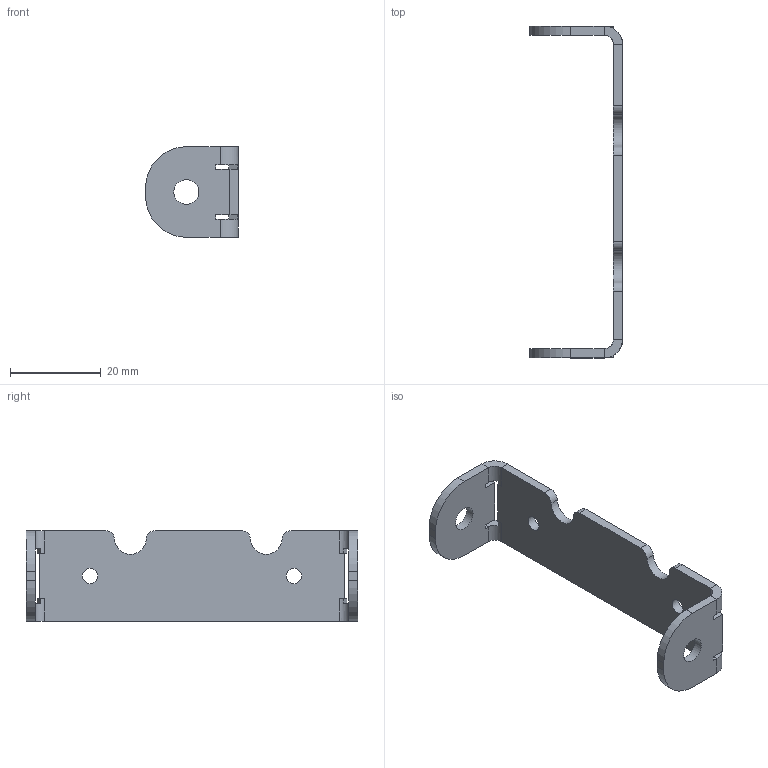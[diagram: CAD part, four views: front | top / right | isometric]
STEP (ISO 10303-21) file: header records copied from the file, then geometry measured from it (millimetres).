
FILE_DESCRIPTION(('FreeCAD Model'),'2;1');
FILE_NAME('Open CASCADE Shape Model','2024-08-29T15:22:52',(''),(''), 'Open CASCADE STEP processor 7.6','FreeCAD','Unknown');
FILE_SCHEMA(('AUTOMOTIVE_DESIGN { 1 0 10303 214 1 1 1 1 }'));
Length unit declared in the file: millimetre
Products named in the file (1): bracket_to_articulated_arm_v5
Bounding box: 20.5 x 73.3 x 20 mm (x, y, z)
Volume: 3802.5 mm3; surface area: 4575.4 mm2
Topology: 1 solids, 1 shells, 82 faces, 216 edges, 132 vertices
Faces by surface type: plane 44, cylinder 22, bspline 16
Full cylindrical faces by diameter (mm): 3.4 x2, 5.5 x2
Entity records: 4006 total; most frequent: CARTESIAN_POINT 2031, ORIENTED_EDGE 432, DIRECTION 362, EDGE_CURVE 216, VERTEX_POINT 132, LINE 132, VECTOR 132, AXIS2_PLACEMENT_3D 115
